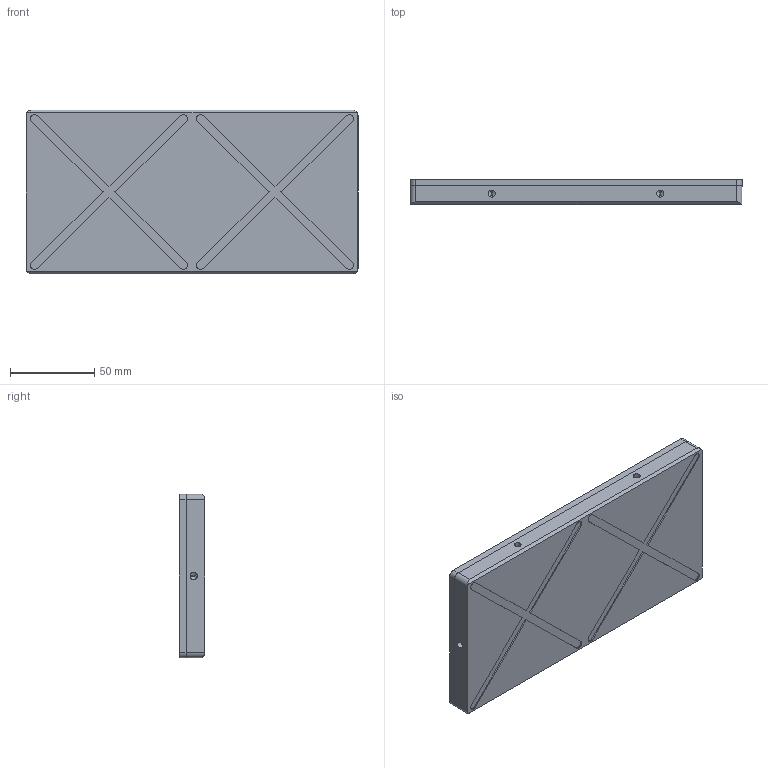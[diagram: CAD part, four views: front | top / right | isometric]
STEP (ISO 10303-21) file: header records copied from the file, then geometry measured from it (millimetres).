
FILE_DESCRIPTION (( 'STEP AP214' ), '1' );
FILE_NAME ('S17097215.STEP', '2024-01-25T17:20:15', ( '' ), ( '' ), 'SwSTEP 2.0', 'SolidWorks 2023', '' );
FILE_SCHEMA (( 'AUTOMOTIVE_DESIGN' ));
Length unit declared in the file: millimetre
Products named in the file (4): S90A002; 62S097215-TEMPLATE; S17097215; 17S097215-TEMPLATE
Assembly tree (2 placements, depth 2):
  S90A002
  S17097215
    17S097215-TEMPLATE
    62S097215-TEMPLATE
Bounding box: 196.9 x 15 x 96.9 mm (x, y, z)
Volume: 282944.6 mm3; surface area: 86250.7 mm2
Topology: 2 solids, 2 shells, 76 faces, 198 edges, 122 vertices
Faces by surface type: cylinder 32, plane 32, cone 12
Entity records: 2345 total; most frequent: DIRECTION 408, CARTESIAN_POINT 401, ORIENTED_EDGE 372, EDGE_CURVE 186, AXIS2_PLACEMENT_3D 145, VERTEX_POINT 122, VECTOR 118, LINE 118
